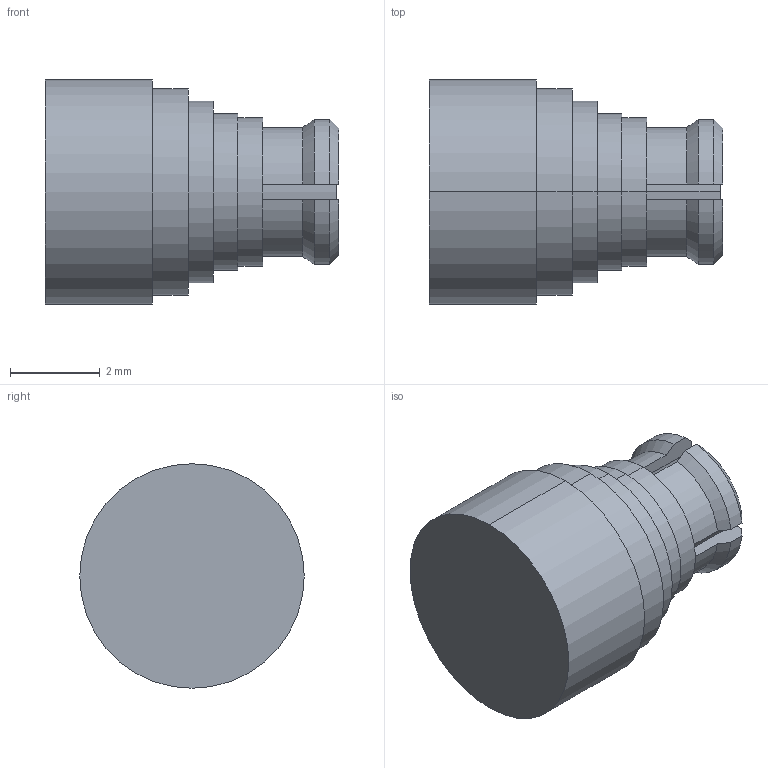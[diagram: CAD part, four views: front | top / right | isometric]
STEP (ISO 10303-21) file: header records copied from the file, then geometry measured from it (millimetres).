
FILE_DESCRIPTION (( 'STEP AP214' ), '1' );
FILE_NAME ('SMP 3d 斁麧錪.STEP', '2025-08-11T10:52:42', ( '' ), ( '' ), 'SwSTEP 2.0', 'SolidWorks 2018', '' );
FILE_SCHEMA (( 'AUTOMOTIVE_DESIGN' ));
Length unit declared in the file: millimetre
Products named in the file (1): SMP 3d 斁麧錪
Bounding box: 6.54 x 5 x 5 mm (x, y, z)
Volume: 83.9 mm3; surface area: 165 mm2
Topology: 1 solids, 1 shells, 76 faces, 202 edges, 133 vertices
Faces by surface type: plane 36, cylinder 26, cone 14
Entity records: 2486 total; most frequent: CARTESIAN_POINT 530, DIRECTION 414, ORIENTED_EDGE 400, EDGE_CURVE 200, AXIS2_PLACEMENT_3D 161, VERTEX_POINT 133, VECTOR 92, LINE 92
